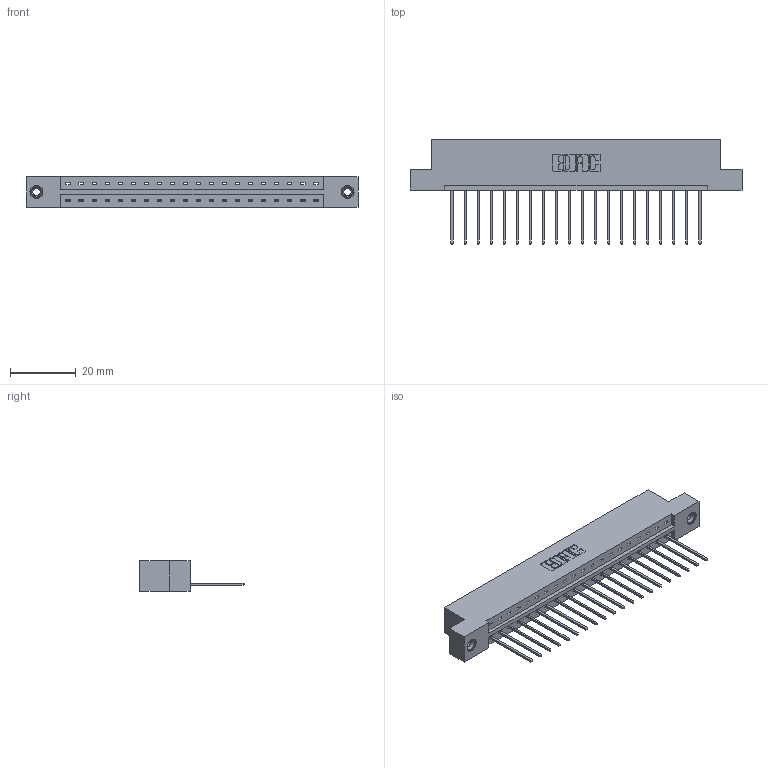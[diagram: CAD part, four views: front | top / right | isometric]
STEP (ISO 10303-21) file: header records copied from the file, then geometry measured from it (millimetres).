
FILE_DESCRIPTION (( 'STEP AP203' ), '1' );
FILE_NAME ('833-020-542-108.STEP', '2020-06-01T13:15:35', ( '' ), ( '' ), 'SwSTEP 2.0', 'SolidWorks 2020', '' );
FILE_SCHEMA (( 'CONFIG_CONTROL_DESIGN' ));
Length unit declared in the file: inch
Products named in the file (4): 345-250-001_345-250-003-102; 833 Part_Flush - .156 Dia - TI; 833-020-542-108; 345-292-001_345-293-142
Assembly tree (23 placements, depth 2):
  833-020-542-108
    833 Part_Flush - .156 Dia - TI
    345-292-001_345-293-142  x20
    345-250-001_345-250-003-102  x2
Bounding box: 100.79 x 31.63 x 9.4 mm (x, y, z)
Volume: 9990.8 mm3; surface area: 10984.7 mm2
Topology: 23 solids, 23 shells, 1334 faces, 3967 edges, 2610 vertices
Faces by surface type: plane 942, cylinder 376, cone 12, torus 4
Entity records: 16276 total; most frequent: CARTESIAN_POINT 2793, ORIENTED_EDGE 2742, DIRECTION 2433, EDGE_CURVE 1371, VECTOR 1223, LINE 1223, VERTEX_POINT 908, AXIS2_PLACEMENT_3D 605
